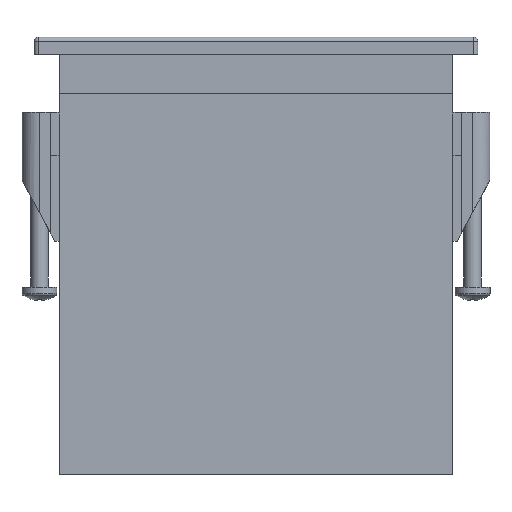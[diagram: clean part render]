
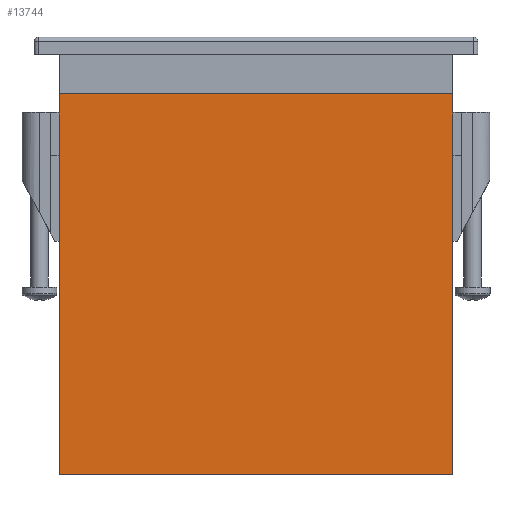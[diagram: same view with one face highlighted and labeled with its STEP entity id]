
A CAD part, front view. The second image highlights one B-rep face of the part: STEP entity #13744.
In plain terms, the highlighted planar face has unit normal (0, -1, 0).
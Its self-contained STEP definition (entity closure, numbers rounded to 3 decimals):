
#2898 = EDGE_CURVE ( 'NONE', #14098, #19947, #48526, .T. ) ;
#3447 = DIRECTION ( 'NONE',  ( -1., 0., 0. ) ) ;
#3533 = VERTEX_POINT ( 'NONE', #20886 ) ;
#3845 = CARTESIAN_POINT ( 'NONE',  ( 90., 0., 0. ) ) ;
#5055 = FACE_OUTER_BOUND ( 'NONE', #10724, .T. ) ;
#6631 = VECTOR ( 'NONE', #32653, 1000. ) ;
#7790 = DIRECTION ( 'NONE',  ( 0., 0., -1. ) ) ;
#8640 = CARTESIAN_POINT ( 'NONE',  ( 90., 0., 0. ) ) ;
#10724 = EDGE_LOOP ( 'NONE', ( #17257, #19445, #32952, #48609 ) ) ;
#13744 = ADVANCED_FACE ( 'NONE', ( #5055 ), #40135, .F. ) ;
#14098 = VERTEX_POINT ( 'NONE', #46139 ) ;
#16529 = DIRECTION ( 'NONE',  ( 0., 1., 0. ) ) ;
#16778 = DIRECTION ( 'NONE',  ( 0., 0., -1. ) ) ;
#17257 = ORIENTED_EDGE ( 'NONE', *, *, #26699, .T. ) ;
#17874 = EDGE_CURVE ( 'NONE', #14098, #3533, #18483, .T. ) ;
#17917 = VECTOR ( 'NONE', #3447, 1000. ) ;
#18483 = LINE ( 'NONE', #3845, #19708 ) ;
#19034 = CARTESIAN_POINT ( 'NONE',  ( 90., 0., -87.1 ) ) ;
#19445 = ORIENTED_EDGE ( 'NONE', *, *, #34706, .F. ) ;
#19708 = VECTOR ( 'NONE', #7790, 1000. ) ;
#19947 = VERTEX_POINT ( 'NONE', #27890 ) ;
#20886 = CARTESIAN_POINT ( 'NONE',  ( 90., 0., -87.1 ) ) ;
#20910 = VECTOR ( 'NONE', #16778, 1000. ) ;
#21802 = CARTESIAN_POINT ( 'NONE',  ( 0., 0., -87.1 ) ) ;
#22126 = LINE ( 'NONE', #32254, #20910 ) ;
#26699 = EDGE_CURVE ( 'NONE', #19947, #47921, #22126, .T. ) ;
#27440 = CARTESIAN_POINT ( 'NONE',  ( 90., 0., 0. ) ) ;
#27890 = CARTESIAN_POINT ( 'NONE',  ( 0., 0., 0. ) ) ;
#28395 = LINE ( 'NONE', #19034, #17917 ) ;
#30476 = AXIS2_PLACEMENT_3D ( 'NONE', #8640, #16529, #44107 ) ;
#32254 = CARTESIAN_POINT ( 'NONE',  ( 0., 0., 0. ) ) ;
#32653 = DIRECTION ( 'NONE',  ( -1., 0., 0. ) ) ;
#32952 = ORIENTED_EDGE ( 'NONE', *, *, #17874, .F. ) ;
#34706 = EDGE_CURVE ( 'NONE', #3533, #47921, #28395, .T. ) ;
#40135 = PLANE ( 'NONE',  #30476 ) ;
#44107 = DIRECTION ( 'NONE',  ( 0., 0., 1. ) ) ;
#46139 = CARTESIAN_POINT ( 'NONE',  ( 90., 0., 0. ) ) ;
#47921 = VERTEX_POINT ( 'NONE', #21802 ) ;
#48526 = LINE ( 'NONE', #27440, #6631 ) ;
#48609 = ORIENTED_EDGE ( 'NONE', *, *, #2898, .T. ) ;
